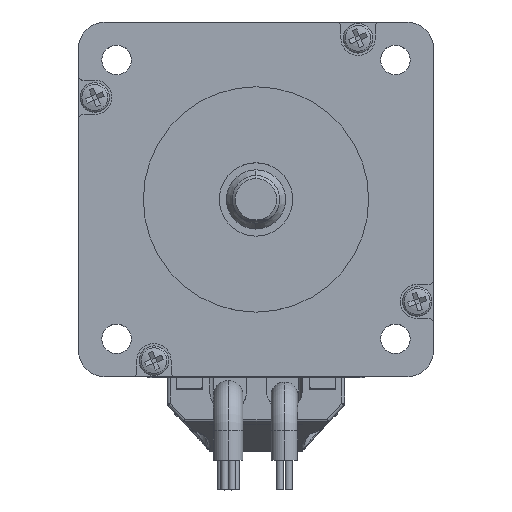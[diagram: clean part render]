
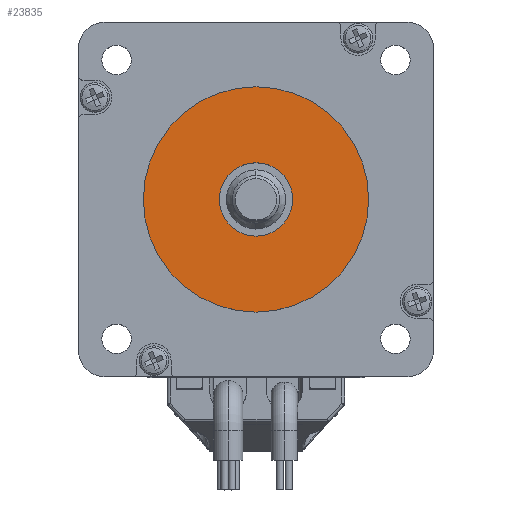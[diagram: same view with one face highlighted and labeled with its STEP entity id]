
A CAD part, top view. The second image highlights one B-rep face of the part: STEP entity #23835.
In plain terms, the highlighted planar face has unit normal (0, 0, 1).
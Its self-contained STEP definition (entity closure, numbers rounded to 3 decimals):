
#7308=VERTEX_POINT('',#66698);
#7309=VERTEX_POINT('',#66699);
#7313=VERTEX_POINT('',#66712);
#7314=VERTEX_POINT('',#66713);
#8710=CIRCLE('',#25953,19.05);
#8713=CIRCLE('',#25958,6.2);
#8714=CIRCLE('',#25959,6.2);
#8873=CIRCLE('',#26235,19.05);
#11934=EDGE_CURVE('',#7308,#7309,#8710,.T.);
#11941=EDGE_CURVE('',#7313,#7314,#8713,.T.);
#11943=EDGE_CURVE('',#7314,#7313,#8714,.T.);
#12312=EDGE_CURVE('',#7309,#7308,#8873,.F.);
#19143=ORIENTED_EDGE('',*,*,#11943,.T.);
#19144=ORIENTED_EDGE('',*,*,#11941,.T.);
#19145=ORIENTED_EDGE('',*,*,#11934,.F.);
#19146=ORIENTED_EDGE('',*,*,#12312,.F.);
#20979=EDGE_LOOP('',(#19143,#19144));
#20980=EDGE_LOOP('',(#19145,#19146));
#22457=FACE_BOUND('',#20979,.T.);
#22458=FACE_BOUND('',#20980,.T.);
#23835=ADVANCED_FACE('',(#22457,#22458),#68443,.T.);
#25953=AXIS2_PLACEMENT_3D('',#66697,#31608,#31609);
#25958=AXIS2_PLACEMENT_3D('',#66711,#31622,#31623);
#25959=AXIS2_PLACEMENT_3D('',#66716,#31625,#31626);
#26234=AXIS2_PLACEMENT_3D('',#67543,#32323,$);
#26235=AXIS2_PLACEMENT_3D('',#67544,#32324,#32325);
#31608=DIRECTION('',(0.,0.,-1.));
#31609=DIRECTION('',(-19.05,0.,0.));
#31622=DIRECTION('',(0.,0.,-1.));
#31623=DIRECTION('',(-6.2,0.,0.));
#31625=DIRECTION('',(0.,0.,-1.));
#31626=DIRECTION('',(-6.2,0.,0.));
#32323=DIRECTION('',(0.,0.,1.));
#32324=DIRECTION('',(0.,0.,1.));
#32325=DIRECTION('',(-19.05,0.,0.));
#66697=CARTESIAN_POINT('',(0.,0.,3.8));
#66698=CARTESIAN_POINT('',(-19.05,0.,3.8));
#66699=CARTESIAN_POINT('',(19.05,0.,3.8));
#66711=CARTESIAN_POINT('',(0.,0.,3.8));
#66712=CARTESIAN_POINT('',(6.2,0.,3.8));
#66713=CARTESIAN_POINT('',(-6.2,0.,3.8));
#66716=CARTESIAN_POINT('',(0.,0.,3.8));
#67543=CARTESIAN_POINT('',(0.,0.,3.8));
#67544=CARTESIAN_POINT('',(0.,0.,3.8));
#68443=PLANE('',#26234);
